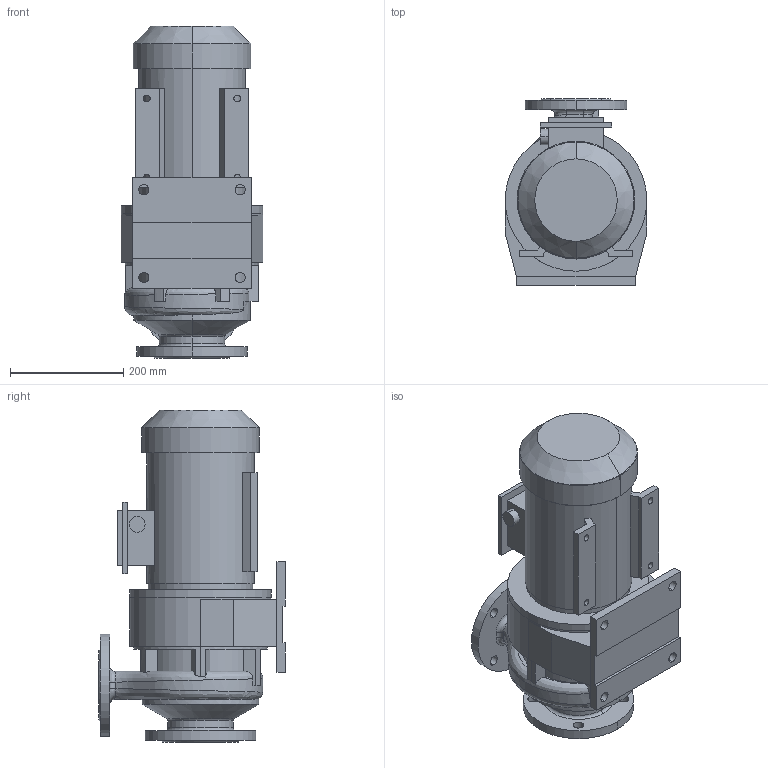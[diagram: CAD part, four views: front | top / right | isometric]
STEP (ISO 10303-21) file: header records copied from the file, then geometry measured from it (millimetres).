
FILE_DESCRIPTION (( 'STEP AP214' ), '1' );
FILE_NAME ('帎80-65-160塺2.STEP', '2012-07-30T05:36:33', ( 'referent' ), ( '' ), 'SwSTEP 2.0', 'SolidWorks 2012', '' );
FILE_SCHEMA (( 'AUTOMOTIVE_DESIGN' ));
Length unit declared in the file: millimetre
Products named in the file (1): 帎80-65-160塺2
Bounding box: 250 x 330 x 586 mm (x, y, z)
Volume: 20851308.1 mm3; surface area: 935657.4 mm2
Topology: 2 solids, 2 shells, 206 faces, 535 edges, 348 vertices
Faces by surface type: plane 98, cylinder 79, bspline 15, cone 10, torus 4
Entity records: 12013 total; most frequent: CARTESIAN_POINT 4589, ORIENTED_EDGE 1070, DIRECTION 1054, EDGE_CURVE 535, AXIS2_PLACEMENT_3D 391, VERTEX_POINT 348, LINE 272, VECTOR 272
